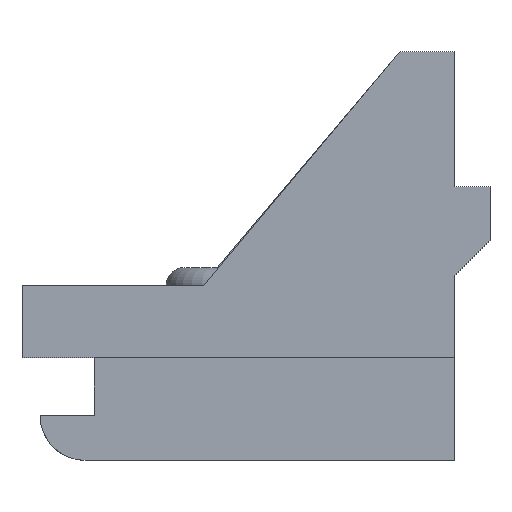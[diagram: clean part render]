
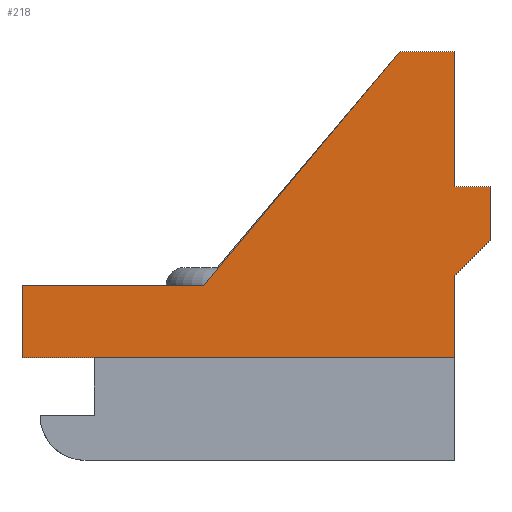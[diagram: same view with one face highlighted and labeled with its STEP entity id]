
A CAD part, front view. The second image highlights one B-rep face of the part: STEP entity #218.
In plain terms, the highlighted planar face has unit normal (0, -1, 0).
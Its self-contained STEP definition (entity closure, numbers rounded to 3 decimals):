
#56 = DIRECTION ( 'NONE',  ( 0.707, 0., 0.707 ) ) ;
#67 = VERTEX_POINT ( 'NONE', #2728 ) ;
#70 = LINE ( 'NONE', #1524, #928 ) ;
#78 = EDGE_CURVE ( 'NONE', #472, #2204, #2313, .T. ) ;
#127 = VECTOR ( 'NONE', #1381, 1000. ) ;
#171 = VECTOR ( 'NONE', #2490, 1000. ) ;
#173 = VERTEX_POINT ( 'NONE', #1400 ) ;
#194 = LINE ( 'NONE', #209, #1410 ) ;
#206 = CARTESIAN_POINT ( 'NONE',  ( -0.758, -6.758, 6.5 ) ) ;
#209 = CARTESIAN_POINT ( 'NONE',  ( -2.758, -6.758, 4. ) ) ;
#218 = ADVANCED_FACE ( 'NONE', ( #2723 ), #1621, .F. ) ;
#268 = ORIENTED_EDGE ( 'NONE', *, *, #1892, .T. ) ;
#290 = CARTESIAN_POINT ( 'NONE',  ( -5.758, -6.758, 17. ) ) ;
#362 = VERTEX_POINT ( 'NONE', #206 ) ;
#425 = LINE ( 'NONE', #1664, #1475 ) ;
#472 = VERTEX_POINT ( 'NONE', #1996 ) ;
#509 = EDGE_CURVE ( 'NONE', #173, #989, #70, .T. ) ;
#527 = LINE ( 'NONE', #290, #1168 ) ;
#561 = CARTESIAN_POINT ( 'NONE',  ( -2.758, -6.758, 0. ) ) ;
#568 = VERTEX_POINT ( 'NONE', #2035 ) ;
#591 = VECTOR ( 'NONE', #899, 1000. ) ;
#603 = CARTESIAN_POINT ( 'NONE',  ( -5.758, -6.758, 17. ) ) ;
#607 = EDGE_CURVE ( 'NONE', #1281, #362, #1618, .T. ) ;
#611 = DIRECTION ( 'NONE',  ( 0., 0., -1. ) ) ;
#667 = CARTESIAN_POINT ( 'NONE',  ( -16.666, -6.758, 4. ) ) ;
#751 = CARTESIAN_POINT ( 'NONE',  ( -26.758, -6.758, 4. ) ) ;
#794 = EDGE_CURVE ( 'NONE', #568, #2204, #425, .T. ) ;
#813 = CARTESIAN_POINT ( 'NONE',  ( -2.758, -6.758, 9.5 ) ) ;
#899 = DIRECTION ( 'NONE',  ( 1., 0., 0. ) ) ;
#910 = DIRECTION ( 'NONE',  ( 1., 0., 0. ) ) ;
#928 = VECTOR ( 'NONE', #910, 1000. ) ;
#984 = LINE ( 'NONE', #1999, #992 ) ;
#989 = VERTEX_POINT ( 'NONE', #667 ) ;
#992 = VECTOR ( 'NONE', #1527, 1000. ) ;
#1165 = DIRECTION ( 'NONE',  ( 0., 0., 1. ) ) ;
#1168 = VECTOR ( 'NONE', #2619, 1000. ) ;
#1210 = EDGE_CURVE ( 'NONE', #67, #1505, #194, .T. ) ;
#1254 = CARTESIAN_POINT ( 'NONE',  ( -2.758, -6.758, 4. ) ) ;
#1281 = VERTEX_POINT ( 'NONE', #1960 ) ;
#1320 = LINE ( 'NONE', #1786, #591 ) ;
#1375 = ORIENTED_EDGE ( 'NONE', *, *, #1210, .F. ) ;
#1381 = DIRECTION ( 'NONE',  ( 0., 0., -1. ) ) ;
#1400 = CARTESIAN_POINT ( 'NONE',  ( -26.758, -6.758, 4. ) ) ;
#1410 = VECTOR ( 'NONE', #2368, 1000. ) ;
#1450 = CARTESIAN_POINT ( 'NONE',  ( -26.758, -6.758, 4. ) ) ;
#1475 = VECTOR ( 'NONE', #2521, 1000. ) ;
#1479 = ORIENTED_EDGE ( 'NONE', *, *, #1629, .T. ) ;
#1505 = VERTEX_POINT ( 'NONE', #813 ) ;
#1524 = CARTESIAN_POINT ( 'NONE',  ( -26.758, -6.758, 4. ) ) ;
#1527 = DIRECTION ( 'NONE',  ( -1., 0., 0. ) ) ;
#1585 = LINE ( 'NONE', #751, #127 ) ;
#1617 = EDGE_CURVE ( 'NONE', #2239, #67, #1320, .T. ) ;
#1618 = LINE ( 'NONE', #2476, #171 ) ;
#1621 = PLANE ( 'NONE',  #1931 ) ;
#1629 = EDGE_CURVE ( 'NONE', #1281, #1505, #984, .T. ) ;
#1649 = VECTOR ( 'NONE', #611, 1000. ) ;
#1664 = CARTESIAN_POINT ( 'NONE',  ( -26.758, -6.758, 0. ) ) ;
#1786 = CARTESIAN_POINT ( 'NONE',  ( -2.758, -6.758, 17. ) ) ;
#1794 = EDGE_LOOP ( 'NONE', ( #2049, #268, #2319, #1479, #1375, #2014, #2453, #2751, #2146, #2675 ) ) ;
#1892 = EDGE_CURVE ( 'NONE', #472, #362, #2609, .T. ) ;
#1931 = AXIS2_PLACEMENT_3D ( 'NONE', #1450, #2308, #1165 ) ;
#1957 = CARTESIAN_POINT ( 'NONE',  ( -0.758, -6.758, 6.5 ) ) ;
#1960 = CARTESIAN_POINT ( 'NONE',  ( -0.758, -6.758, 9.5 ) ) ;
#1996 = CARTESIAN_POINT ( 'NONE',  ( -2.758, -6.758, 4.5 ) ) ;
#1999 = CARTESIAN_POINT ( 'NONE',  ( -0.758, -6.758, 9.5 ) ) ;
#2004 = EDGE_CURVE ( 'NONE', #173, #568, #1585, .T. ) ;
#2014 = ORIENTED_EDGE ( 'NONE', *, *, #1617, .F. ) ;
#2035 = CARTESIAN_POINT ( 'NONE',  ( -26.758, -6.758, 0. ) ) ;
#2049 = ORIENTED_EDGE ( 'NONE', *, *, #78, .F. ) ;
#2139 = VECTOR ( 'NONE', #56, 1000. ) ;
#2146 = ORIENTED_EDGE ( 'NONE', *, *, #2004, .T. ) ;
#2204 = VERTEX_POINT ( 'NONE', #561 ) ;
#2239 = VERTEX_POINT ( 'NONE', #603 ) ;
#2308 = DIRECTION ( 'NONE',  ( 0., 1., 0. ) ) ;
#2313 = LINE ( 'NONE', #1254, #1649 ) ;
#2319 = ORIENTED_EDGE ( 'NONE', *, *, #607, .F. ) ;
#2368 = DIRECTION ( 'NONE',  ( 0., 0., -1. ) ) ;
#2453 = ORIENTED_EDGE ( 'NONE', *, *, #2540, .T. ) ;
#2476 = CARTESIAN_POINT ( 'NONE',  ( -0.758, -6.758, 9.5 ) ) ;
#2490 = DIRECTION ( 'NONE',  ( 0., 0., -1. ) ) ;
#2521 = DIRECTION ( 'NONE',  ( 1., 0., 0. ) ) ;
#2540 = EDGE_CURVE ( 'NONE', #2239, #989, #527, .T. ) ;
#2609 = LINE ( 'NONE', #1957, #2139 ) ;
#2619 = DIRECTION ( 'NONE',  ( -0.643, 0., -0.766 ) ) ;
#2675 = ORIENTED_EDGE ( 'NONE', *, *, #794, .T. ) ;
#2723 = FACE_OUTER_BOUND ( 'NONE', #1794, .T. ) ;
#2728 = CARTESIAN_POINT ( 'NONE',  ( -2.758, -6.758, 17. ) ) ;
#2751 = ORIENTED_EDGE ( 'NONE', *, *, #509, .F. ) ;
